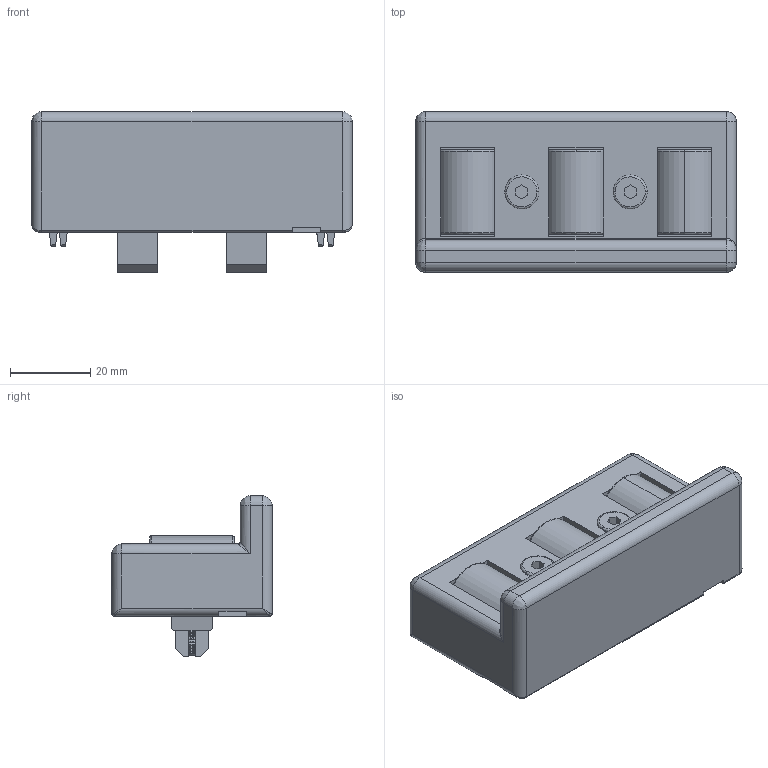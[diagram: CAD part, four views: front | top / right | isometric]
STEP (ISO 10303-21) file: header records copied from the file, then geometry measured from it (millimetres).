
FILE_DESCRIPTION (( 'STEP AP203' ), '1' );
FILE_NAME ('405801202_c_1.STEP', '2023-03-11T04:46:02', ( '' ), ( '' ), 'SwSTEP 2.0', 'SolidWorks 2014', '' );
FILE_SCHEMA (( 'CONFIG_CONTROL_DESIGN' ));
Length unit declared in the file: millimetre
Products named in the file (1): 405801202_c_1
Bounding box: 80 x 40 x 40 mm (x, y, z)
Volume: 66852.2 mm3; surface area: 14296.4 mm2
Topology: 1 solids, 1 shells, 373 faces, 1045 edges, 675 vertices
Faces by surface type: cone 138, plane 110, cylinder 96, bspline 29
Entity records: 13189 total; most frequent: CARTESIAN_POINT 3972, ORIENTED_EDGE 2066, DIRECTION 1763, EDGE_CURVE 1033, VERTEX_POINT 675, AXIS2_PLACEMENT_3D 658, LINE 447, VECTOR 447
